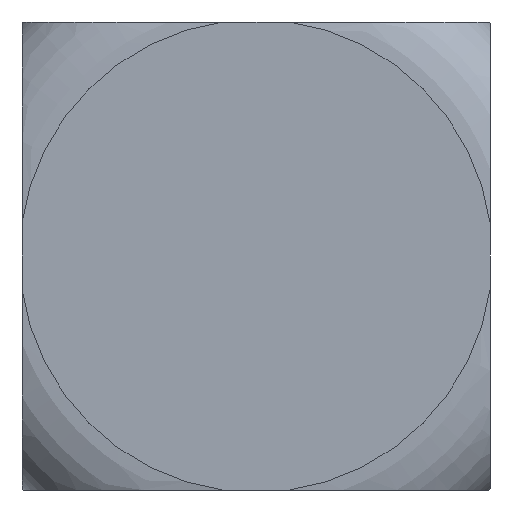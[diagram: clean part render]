
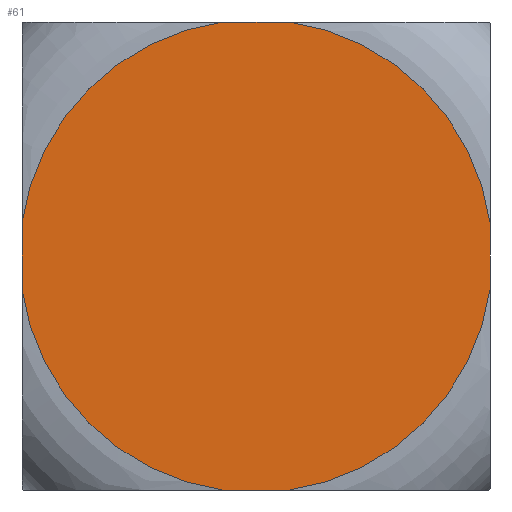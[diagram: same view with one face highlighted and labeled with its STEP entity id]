
A CAD part, left-side view. The second image highlights one B-rep face of the part: STEP entity #61.
In plain terms, the highlighted planar face has unit normal (-1, 0, 0).
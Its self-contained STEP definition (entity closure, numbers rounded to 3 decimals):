
#61 = ADVANCED_FACE( '', ( #132 ), #133, .F. );
#132 = FACE_OUTER_BOUND( '', #213, .T. );
#133 = PLANE( '', #214 );
#213 = EDGE_LOOP( '', ( #315, #316, #317, #318, #319, #320, #321, #322 ) );
#214 = AXIS2_PLACEMENT_3D( '', #323, #324, #325 );
#315 = ORIENTED_EDGE( '', *, *, #487, .F. );
#316 = ORIENTED_EDGE( '', *, *, #471, .F. );
#317 = ORIENTED_EDGE( '', *, *, #488, .F. );
#318 = ORIENTED_EDGE( '', *, *, #478, .F. );
#319 = ORIENTED_EDGE( '', *, *, #489, .F. );
#320 = ORIENTED_EDGE( '', *, *, #490, .F. );
#321 = ORIENTED_EDGE( '', *, *, #491, .F. );
#322 = ORIENTED_EDGE( '', *, *, #492, .F. );
#323 = CARTESIAN_POINT( '', ( 0., 0., 0. ) );
#324 = DIRECTION( '', ( 1., 0., 0. ) );
#325 = DIRECTION( '', ( 0., 0., -1. ) );
#471 = EDGE_CURVE( '', #553, #549, #555, .T. );
#478 = EDGE_CURVE( '', #565, #561, #567, .T. );
#487 = EDGE_CURVE( '', #549, #580, #581, .T. );
#488 = EDGE_CURVE( '', #561, #553, #582, .T. );
#489 = EDGE_CURVE( '', #583, #565, #584, .T. );
#490 = EDGE_CURVE( '', #585, #583, #586, .T. );
#491 = EDGE_CURVE( '', #587, #585, #588, .T. );
#492 = EDGE_CURVE( '', #580, #587, #589, .T. );
#549 = VERTEX_POINT( '', #660 );
#553 = VERTEX_POINT( '', #691 );
#555 = CIRCLE( '', #722, 22.22 );
#561 = VERTEX_POINT( '', #728 );
#565 = VERTEX_POINT( '', #759 );
#567 = CIRCLE( '', #790, 22.22 );
#580 = VERTEX_POINT( '', #806 );
#581 = LINE( '', #807, #808 );
#582 = LINE( '', #809, #810 );
#583 = VERTEX_POINT( '', #811 );
#584 = LINE( '', #812, #813 );
#585 = VERTEX_POINT( '', #814 );
#586 = CIRCLE( '', #815, 22.22 );
#587 = VERTEX_POINT( '', #816 );
#588 = LINE( '', #817, #818 );
#589 = CIRCLE( '', #819, 22.22 );
#660 = CARTESIAN_POINT( '', ( 0., 22., -3.119 ) );
#691 = CARTESIAN_POINT( '', ( 0., 3.119, -22. ) );
#722 = AXIS2_PLACEMENT_3D( '', #1012, #1013, #1014 );
#728 = CARTESIAN_POINT( '', ( 0., -3.119, -22. ) );
#759 = CARTESIAN_POINT( '', ( 0., -22., -3.119 ) );
#790 = AXIS2_PLACEMENT_3D( '', #1021, #1022, #1023 );
#806 = CARTESIAN_POINT( '', ( 0., 22., 3.119 ) );
#807 = CARTESIAN_POINT( '', ( 0., 22., -22. ) );
#808 = VECTOR( '', #1033, 1000. );
#809 = CARTESIAN_POINT( '', ( 0., -22., -22. ) );
#810 = VECTOR( '', #1034, 1000. );
#811 = CARTESIAN_POINT( '', ( 0., -22., 3.119 ) );
#812 = CARTESIAN_POINT( '', ( 0., -22., 22. ) );
#813 = VECTOR( '', #1035, 1000. );
#814 = CARTESIAN_POINT( '', ( 0., -3.119, 22. ) );
#815 = AXIS2_PLACEMENT_3D( '', #1036, #1037, #1038 );
#816 = CARTESIAN_POINT( '', ( 0., 3.119, 22. ) );
#817 = CARTESIAN_POINT( '', ( 0., 22., 22. ) );
#818 = VECTOR( '', #1039, 1000. );
#819 = AXIS2_PLACEMENT_3D( '', #1040, #1041, #1042 );
#1012 = CARTESIAN_POINT( '', ( 0., 0., 0. ) );
#1013 = DIRECTION( '', ( 1., 0., 0. ) );
#1014 = DIRECTION( '', ( 0., 0., -1. ) );
#1021 = CARTESIAN_POINT( '', ( 0., 0., 0. ) );
#1022 = DIRECTION( '', ( 1., 0., 0. ) );
#1023 = DIRECTION( '', ( 0., 0., -1. ) );
#1033 = DIRECTION( '', ( 0., 0., 1. ) );
#1034 = DIRECTION( '', ( 0., 1., 0. ) );
#1035 = DIRECTION( '', ( 0., 0., -1. ) );
#1036 = CARTESIAN_POINT( '', ( 0., 0., 0. ) );
#1037 = DIRECTION( '', ( 1., 0., 0. ) );
#1038 = DIRECTION( '', ( 0., 0., -1. ) );
#1039 = DIRECTION( '', ( 0., -1., 0. ) );
#1040 = CARTESIAN_POINT( '', ( 0., 0., 0. ) );
#1041 = DIRECTION( '', ( 1., 0., 0. ) );
#1042 = DIRECTION( '', ( 0., 0., -1. ) );
